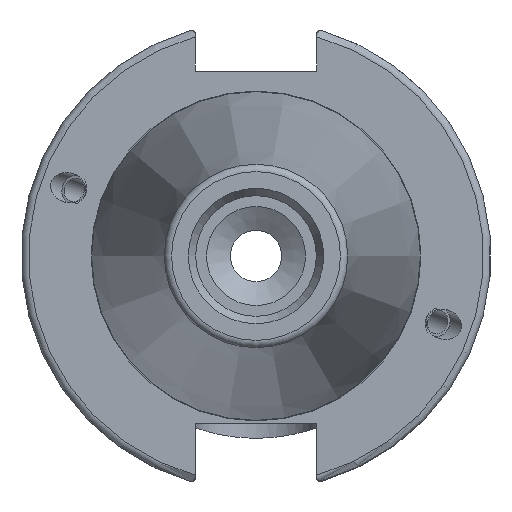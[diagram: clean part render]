
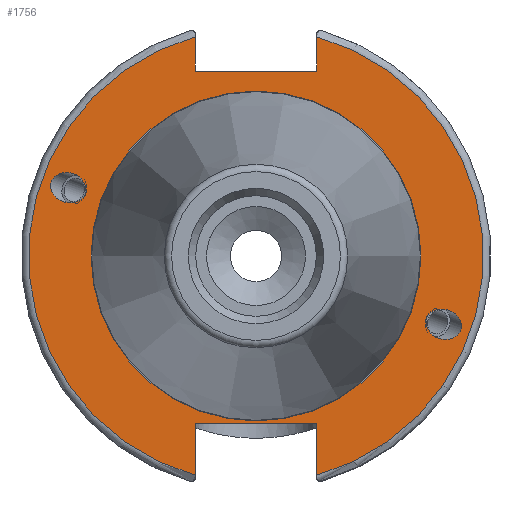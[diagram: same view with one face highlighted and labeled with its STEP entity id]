
A CAD part, left-side view. The second image highlights one B-rep face of the part: STEP entity #1756.
In plain terms, the highlighted planar face has unit normal (-1, 0, 0).
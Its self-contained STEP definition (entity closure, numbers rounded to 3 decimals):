
#40=ELLIPSE('',#1881,2.442,2.);
#50=ELLIPSE('',#1969,2.442,2.);
#74=FACE_BOUND('',#298,.T.);
#75=FACE_BOUND('',#299,.T.);
#76=FACE_BOUND('',#300,.T.);
#89=PLANE('',#1983);
#199=FACE_OUTER_BOUND('',#297,.T.);
#297=EDGE_LOOP('',(#1428,#1429,#1430,#1431,#1432,#1433,#1434,#1435));
#298=EDGE_LOOP('',(#1436));
#299=EDGE_LOOP('',(#1437));
#300=EDGE_LOOP('',(#1438,#1439));
#381=LINE('',#3143,#461);
#382=LINE('',#3145,#462);
#383=LINE('',#3147,#463);
#384=LINE('',#3151,#464);
#385=LINE('',#3153,#465);
#386=LINE('',#3154,#466);
#461=VECTOR('',#2433,10.);
#462=VECTOR('',#2434,10.);
#463=VECTOR('',#2435,10.);
#464=VECTOR('',#2438,10.);
#465=VECTOR('',#2439,10.);
#466=VECTOR('',#2440,10.);
#600=CIRCLE('',#1979,22.3);
#601=CIRCLE('',#1980,22.3);
#604=CIRCLE('',#1984,30.75);
#605=CIRCLE('',#1985,30.75);
#690=VERTEX_POINT('',#2841);
#755=VERTEX_POINT('',#3112);
#761=VERTEX_POINT('',#3130);
#762=VERTEX_POINT('',#3132);
#764=VERTEX_POINT('',#3139);
#765=VERTEX_POINT('',#3140);
#766=VERTEX_POINT('',#3142);
#767=VERTEX_POINT('',#3144);
#768=VERTEX_POINT('',#3146);
#769=VERTEX_POINT('',#3148);
#770=VERTEX_POINT('',#3150);
#771=VERTEX_POINT('',#3152);
#904=EDGE_CURVE('',#690,#690,#40,.T.);
#993=EDGE_CURVE('',#755,#755,#50,.T.);
#1001=EDGE_CURVE('',#761,#762,#600,.T.);
#1002=EDGE_CURVE('',#762,#761,#601,.T.);
#1005=EDGE_CURVE('',#764,#765,#604,.T.);
#1006=EDGE_CURVE('',#764,#766,#381,.T.);
#1007=EDGE_CURVE('',#766,#767,#382,.T.);
#1008=EDGE_CURVE('',#767,#768,#383,.T.);
#1009=EDGE_CURVE('',#769,#768,#605,.T.);
#1010=EDGE_CURVE('',#769,#770,#384,.T.);
#1011=EDGE_CURVE('',#770,#771,#385,.T.);
#1012=EDGE_CURVE('',#771,#765,#386,.T.);
#1428=ORIENTED_EDGE('',*,*,#1005,.F.);
#1429=ORIENTED_EDGE('',*,*,#1006,.T.);
#1430=ORIENTED_EDGE('',*,*,#1007,.T.);
#1431=ORIENTED_EDGE('',*,*,#1008,.T.);
#1432=ORIENTED_EDGE('',*,*,#1009,.F.);
#1433=ORIENTED_EDGE('',*,*,#1010,.T.);
#1434=ORIENTED_EDGE('',*,*,#1011,.T.);
#1435=ORIENTED_EDGE('',*,*,#1012,.T.);
#1436=ORIENTED_EDGE('',*,*,#904,.T.);
#1437=ORIENTED_EDGE('',*,*,#993,.T.);
#1438=ORIENTED_EDGE('',*,*,#1002,.F.);
#1439=ORIENTED_EDGE('',*,*,#1001,.F.);
#1756=ADVANCED_FACE('',(#199,#74,#75,#76),#89,.T.);
#1881=AXIS2_PLACEMENT_3D('',#2843,#2205,#2206);
#1969=AXIS2_PLACEMENT_3D('',#3114,#2399,#2400);
#1979=AXIS2_PLACEMENT_3D('',#3133,#2421,#2422);
#1980=AXIS2_PLACEMENT_3D('',#3134,#2423,#2424);
#1983=AXIS2_PLACEMENT_3D('',#3138,#2429,#2430);
#1984=AXIS2_PLACEMENT_3D('',#3141,#2431,#2432);
#1985=AXIS2_PLACEMENT_3D('',#3149,#2436,#2437);
#2205=DIRECTION('center_axis',(1.,0.,0.));
#2206=DIRECTION('ref_axis',(0.,-0.94,-0.342));
#2399=DIRECTION('center_axis',(1.,0.,0.));
#2400=DIRECTION('ref_axis',(0.,0.94,0.342));
#2421=DIRECTION('center_axis',(-1.,0.,0.));
#2422=DIRECTION('ref_axis',(0.,-1.,0.));
#2423=DIRECTION('center_axis',(-1.,0.,0.));
#2424=DIRECTION('ref_axis',(0.,-1.,0.));
#2429=DIRECTION('center_axis',(-1.,0.,0.));
#2430=DIRECTION('ref_axis',(0.,0.,1.));
#2431=DIRECTION('center_axis',(1.,0.,0.));
#2432=DIRECTION('ref_axis',(0.,-1.,0.));
#2433=DIRECTION('',(0.,0.,-1.));
#2434=DIRECTION('',(0.,1.,0.));
#2435=DIRECTION('',(0.,0.,1.));
#2436=DIRECTION('center_axis',(1.,0.,0.));
#2437=DIRECTION('ref_axis',(0.,1.,0.));
#2438=DIRECTION('',(0.,0.,1.));
#2439=DIRECTION('',(0.,-1.,0.));
#2440=DIRECTION('',(0.,0.,-1.));
#2841=CARTESIAN_POINT('',(3.175,-23.077,-8.399));
#2843=CARTESIAN_POINT('Origin',(3.175,-25.372,-9.235));
#3112=CARTESIAN_POINT('',(3.175,23.077,8.399));
#3114=CARTESIAN_POINT('Origin',(3.175,25.372,9.235));
#3130=CARTESIAN_POINT('',(3.175,0.,22.3));
#3132=CARTESIAN_POINT('',(3.175,22.3,0.));
#3133=CARTESIAN_POINT('Origin',(3.175,0.,0.));
#3134=CARTESIAN_POINT('Origin',(3.175,0.,0.));
#3138=CARTESIAN_POINT('Origin',(3.175,31.75,0.));
#3139=CARTESIAN_POINT('',(3.175,-8.19,29.639));
#3140=CARTESIAN_POINT('',(3.175,-8.19,-29.639));
#3141=CARTESIAN_POINT('Origin',(3.175,0.,0.));
#3142=CARTESIAN_POINT('',(3.175,-8.19,25.));
#3143=CARTESIAN_POINT('',(3.175,-8.19,12.5));
#3144=CARTESIAN_POINT('',(3.175,8.19,25.));
#3145=CARTESIAN_POINT('',(3.175,15.875,25.));
#3146=CARTESIAN_POINT('',(3.175,8.19,29.639));
#3147=CARTESIAN_POINT('',(3.175,8.19,12.5));
#3148=CARTESIAN_POINT('',(3.175,8.19,-29.639));
#3149=CARTESIAN_POINT('Origin',(3.175,0.,0.));
#3150=CARTESIAN_POINT('',(3.175,8.19,-22.6));
#3151=CARTESIAN_POINT('',(3.175,8.19,-11.3));
#3152=CARTESIAN_POINT('',(3.175,-8.19,-22.6));
#3153=CARTESIAN_POINT('',(3.175,15.875,-22.6));
#3154=CARTESIAN_POINT('',(3.175,-8.19,-11.3));
